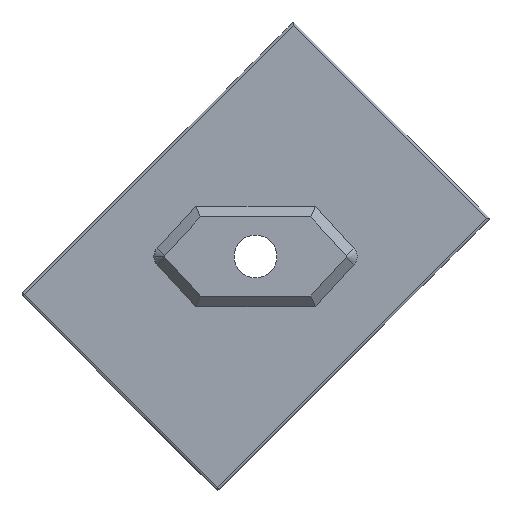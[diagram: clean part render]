
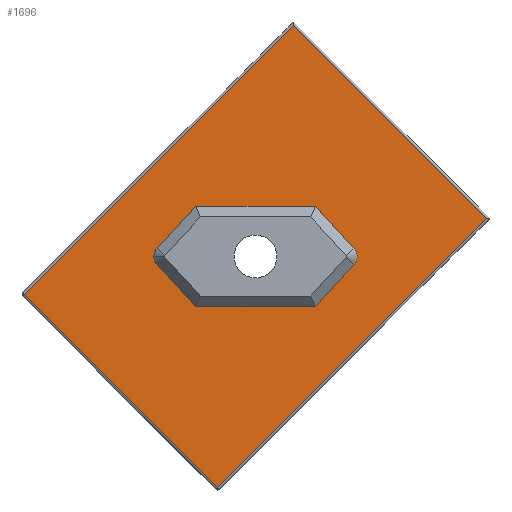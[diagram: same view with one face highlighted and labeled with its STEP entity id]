
A CAD part, front view. The second image highlights one B-rep face of the part: STEP entity #1696.
In plain terms, the highlighted planar face has unit normal (0, -1, 0).
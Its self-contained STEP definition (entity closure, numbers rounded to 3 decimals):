
#19 = VERTEX_POINT ( 'NONE', #1095 ) ;
#27 = CARTESIAN_POINT ( 'NONE',  ( -14.56, -4.827, 23.786 ) ) ;
#32 = DIRECTION ( 'NONE',  ( -0.707, 0., 0.707 ) ) ;
#107 = EDGE_LOOP ( 'NONE', ( #1455, #2427, #1484, #2836 ) ) ;
#111 = CARTESIAN_POINT ( 'NONE',  ( -5.073, -4.827, 20.521 ) ) ;
#134 = DIRECTION ( 'NONE',  ( 0., 0., -1. ) ) ;
#225 = ORIENTED_EDGE ( 'NONE', *, *, #2864, .T. ) ;
#233 = CARTESIAN_POINT ( 'NONE',  ( -17.471, -4.827, 20.167 ) ) ;
#271 = DIRECTION ( 'NONE',  ( 0., 1., 0. ) ) ;
#273 = LINE ( 'NONE', #2665, #2779 ) ;
#286 = FACE_BOUND ( 'NONE', #699, .T. ) ;
#296 = VECTOR ( 'NONE', #2347, 1000. ) ;
#318 = DIRECTION ( 'NONE',  ( 0.707, 0., 0.707 ) ) ;
#329 = VECTOR ( 'NONE', #1346, 1000. ) ;
#361 = CARTESIAN_POINT ( 'NONE',  ( -7.63, -4.827, 17.256 ) ) ;
#372 = ORIENTED_EDGE ( 'NONE', *, *, #1165, .F. ) ;
#431 = LINE ( 'NONE', #2138, #1239 ) ;
#467 = VERTEX_POINT ( 'NONE', #233 ) ;
#569 = CARTESIAN_POINT ( 'NONE',  ( -11.095, -4.827, 20.721 ) ) ;
#574 = EDGE_CURVE ( 'NONE', #2374, #1978, #1720, .T. ) ;
#621 = DIRECTION ( 'NONE',  ( 0., 1., 0. ) ) ;
#654 = CARTESIAN_POINT ( 'NONE',  ( -11.095, -4.827, 20.721 ) ) ;
#666 = LINE ( 'NONE', #1652, #296 ) ;
#668 = DIRECTION ( 'NONE',  ( 0., 1., 0. ) ) ;
#692 = EDGE_CURVE ( 'NONE', #2557, #1637, #1975, .T. ) ;
#699 = EDGE_LOOP ( 'NONE', ( #744, #3113, #372, #225, #2876, #747, #1692, #2217, #3096 ) ) ;
#718 = DIRECTION ( 'NONE',  ( -0.707, 0., -0.707 ) ) ;
#726 = AXIS2_PLACEMENT_3D ( 'NONE', #569, #2250, #2280 ) ;
#744 = ORIENTED_EDGE ( 'NONE', *, *, #2962, .F. ) ;
#745 = DIRECTION ( 'NONE',  ( 0., 0., -1. ) ) ;
#747 = ORIENTED_EDGE ( 'NONE', *, *, #1168, .F. ) ;
#748 = CIRCLE ( 'NONE', #2522, 4.9 ) ;
#793 = DIRECTION ( 'NONE',  ( 0., -1., 0. ) ) ;
#821 = FACE_OUTER_BOUND ( 'NONE', #107, .T. ) ;
#858 = DIRECTION ( 'NONE',  ( 0., 1., 0. ) ) ;
#890 = CARTESIAN_POINT ( 'NONE',  ( -7.63, -4.827, 17.256 ) ) ;
#1014 = CARTESIAN_POINT ( 'NONE',  ( -7.56, -4.827, 42.158 ) ) ;
#1041 = CARTESIAN_POINT ( 'NONE',  ( -4.719, -4.827, 20.874 ) ) ;
#1053 = VECTOR ( 'NONE', #318, 1000. ) ;
#1095 = CARTESIAN_POINT ( 'NONE',  ( -17.471, -4.827, 20.874 ) ) ;
#1117 = LINE ( 'NONE', #890, #1568 ) ;
#1165 = EDGE_CURVE ( 'NONE', #2650, #1637, #1117, .T. ) ;
#1168 = EDGE_CURVE ( 'NONE', #467, #2499, #666, .T. ) ;
#1184 = VERTEX_POINT ( 'NONE', #1425 ) ;
#1217 = CARTESIAN_POINT ( 'NONE',  ( -7.56, -4.827, 42.158 ) ) ;
#1239 = VECTOR ( 'NONE', #2839, 1000. ) ;
#1253 = LINE ( 'NONE', #2455, #2980 ) ;
#1258 = DIRECTION ( 'NONE',  ( -1., 0., 0. ) ) ;
#1283 = EDGE_CURVE ( 'NONE', #3019, #2082, #1810, .T. ) ;
#1317 = LINE ( 'NONE', #2050, #329 ) ;
#1346 = DIRECTION ( 'NONE',  ( 0.707, 0., -0.707 ) ) ;
#1374 = VERTEX_POINT ( 'NONE', #2998 ) ;
#1422 = DIRECTION ( 'NONE',  ( -0.707, 0., -0.707 ) ) ;
#1425 = CARTESIAN_POINT ( 'NONE',  ( -11.095, -4.827, 15.821 ) ) ;
#1455 = ORIENTED_EDGE ( 'NONE', *, *, #2086, .T. ) ;
#1456 = EDGE_CURVE ( 'NONE', #2508, #1374, #748, .T. ) ;
#1484 = ORIENTED_EDGE ( 'NONE', *, *, #2635, .T. ) ;
#1517 = AXIS2_PLACEMENT_3D ( 'NONE', #111, #621, #2268 ) ;
#1544 = CARTESIAN_POINT ( 'NONE',  ( 10.542, -4.827, 24.056 ) ) ;
#1557 = EDGE_CURVE ( 'NONE', #2508, #19, #273, .T. ) ;
#1568 = VECTOR ( 'NONE', #2577, 1000. ) ;
#1616 = CARTESIAN_POINT ( 'NONE',  ( -11.095, -4.827, 20.321 ) ) ;
#1637 = VERTEX_POINT ( 'NONE', #2901 ) ;
#1652 = CARTESIAN_POINT ( 'NONE',  ( -17.471, -4.827, 20.167 ) ) ;
#1692 = ORIENTED_EDGE ( 'NONE', *, *, #3100, .T. ) ;
#1696 = ADVANCED_FACE ( 'NONE', ( #286, #821 ), #2982, .T. ) ;
#1701 = AXIS2_PLACEMENT_3D ( 'NONE', #654, #668, #745 ) ;
#1720 = LINE ( 'NONE', #1014, #2771 ) ;
#1810 = LINE ( 'NONE', #2032, #1053 ) ;
#1900 = CARTESIAN_POINT ( 'NONE',  ( -32.733, -4.827, 16.985 ) ) ;
#1975 = CIRCLE ( 'NONE', #1517, 0.5 ) ;
#1978 = VERTEX_POINT ( 'NONE', #1900 ) ;
#2032 = CARTESIAN_POINT ( 'NONE',  ( -14.631, -4.827, -1.117 ) ) ;
#2050 = CARTESIAN_POINT ( 'NONE',  ( -32.733, -4.827, 16.985 ) ) ;
#2082 = VERTEX_POINT ( 'NONE', #1544 ) ;
#2086 = EDGE_CURVE ( 'NONE', #2082, #2374, #1253, .T. ) ;
#2106 = CIRCLE ( 'NONE', #1701, 4.9 ) ;
#2138 = CARTESIAN_POINT ( 'NONE',  ( -7.63, -4.827, 23.786 ) ) ;
#2158 = CIRCLE ( 'NONE', #726, 4.9 ) ;
#2177 = AXIS2_PLACEMENT_3D ( 'NONE', #2994, #793, #1258 ) ;
#2217 = ORIENTED_EDGE ( 'NONE', *, *, #1557, .F. ) ;
#2242 = CARTESIAN_POINT ( 'NONE',  ( -14.56, -4.827, 17.256 ) ) ;
#2250 = DIRECTION ( 'NONE',  ( 0., 1., 0. ) ) ;
#2268 = DIRECTION ( 'NONE',  ( 0., 0., -1. ) ) ;
#2280 = DIRECTION ( 'NONE',  ( 0., 0., -1. ) ) ;
#2347 = DIRECTION ( 'NONE',  ( 0.707, 0., -0.707 ) ) ;
#2374 = VERTEX_POINT ( 'NONE', #1217 ) ;
#2427 = ORIENTED_EDGE ( 'NONE', *, *, #574, .T. ) ;
#2429 = DIRECTION ( 'NONE',  ( 0., 0., -1. ) ) ;
#2455 = CARTESIAN_POINT ( 'NONE',  ( 10.542, -4.827, 24.056 ) ) ;
#2499 = VERTEX_POINT ( 'NONE', #2242 ) ;
#2508 = VERTEX_POINT ( 'NONE', #27 ) ;
#2522 = AXIS2_PLACEMENT_3D ( 'NONE', #1616, #858, #134 ) ;
#2557 = VERTEX_POINT ( 'NONE', #1041 ) ;
#2577 = DIRECTION ( 'NONE',  ( 0.707, 0., 0.707 ) ) ;
#2620 = CARTESIAN_POINT ( 'NONE',  ( -17.118, -4.827, 20.521 ) ) ;
#2635 = EDGE_CURVE ( 'NONE', #1978, #3019, #1317, .T. ) ;
#2650 = VERTEX_POINT ( 'NONE', #361 ) ;
#2665 = CARTESIAN_POINT ( 'NONE',  ( -17.471, -4.827, 20.874 ) ) ;
#2752 = EDGE_CURVE ( 'NONE', #1184, #2499, #2106, .T. ) ;
#2771 = VECTOR ( 'NONE', #718, 1000. ) ;
#2779 = VECTOR ( 'NONE', #1422, 1000. ) ;
#2811 = CIRCLE ( 'NONE', #2858, 0.5 ) ;
#2836 = ORIENTED_EDGE ( 'NONE', *, *, #1283, .T. ) ;
#2839 = DIRECTION ( 'NONE',  ( -0.707, 0., 0.707 ) ) ;
#2858 = AXIS2_PLACEMENT_3D ( 'NONE', #2620, #271, #2429 ) ;
#2864 = EDGE_CURVE ( 'NONE', #2650, #1184, #2158, .T. ) ;
#2876 = ORIENTED_EDGE ( 'NONE', *, *, #2752, .T. ) ;
#2901 = CARTESIAN_POINT ( 'NONE',  ( -4.719, -4.827, 20.167 ) ) ;
#2962 = EDGE_CURVE ( 'NONE', #2557, #1374, #431, .T. ) ;
#2980 = VECTOR ( 'NONE', #32, 1000. ) ;
#2982 = PLANE ( 'NONE',  #2177 ) ;
#2994 = CARTESIAN_POINT ( 'NONE',  ( -11.095, -4.827, 20.521 ) ) ;
#2998 = CARTESIAN_POINT ( 'NONE',  ( -7.63, -4.827, 23.786 ) ) ;
#3019 = VERTEX_POINT ( 'NONE', #3093 ) ;
#3093 = CARTESIAN_POINT ( 'NONE',  ( -14.631, -4.827, -1.117 ) ) ;
#3096 = ORIENTED_EDGE ( 'NONE', *, *, #1456, .T. ) ;
#3100 = EDGE_CURVE ( 'NONE', #467, #19, #2811, .T. ) ;
#3113 = ORIENTED_EDGE ( 'NONE', *, *, #692, .T. ) ;
